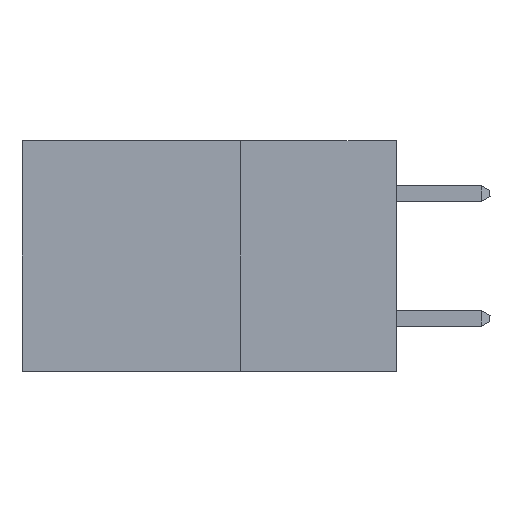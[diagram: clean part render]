
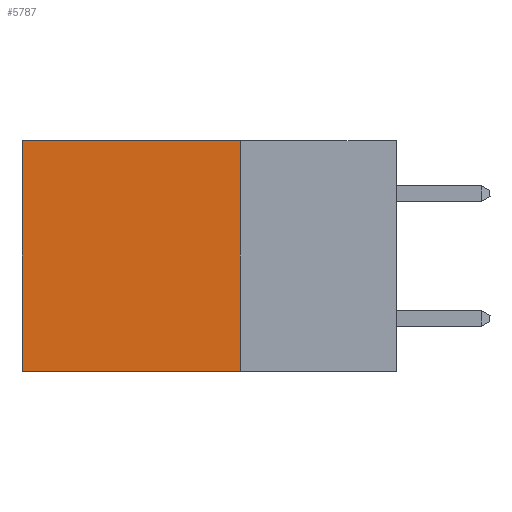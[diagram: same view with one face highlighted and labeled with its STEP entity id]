
A CAD part, left-side view. The second image highlights one B-rep face of the part: STEP entity #5787.
In plain terms, the highlighted planar face has unit normal (-1, 0, 0).
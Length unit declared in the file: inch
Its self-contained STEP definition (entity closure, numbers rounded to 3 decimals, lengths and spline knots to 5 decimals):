
#553 = DIRECTION ( 'NONE',  ( 0., 0., -1. ) ) ;
#804 = DIRECTION ( 'NONE',  ( 0., 0., -1. ) ) ;
#1838 = VECTOR ( 'NONE', #553, 39.37008 ) ;
#2261 = CARTESIAN_POINT ( 'NONE',  ( 0.298, 0.6, -0.37 ) ) ;
#2783 = CARTESIAN_POINT ( 'NONE',  ( 0.298, 0.6, 0. ) ) ;
#3032 = PLANE ( 'NONE',  #8653 ) ;
#3221 = LINE ( 'NONE', #7068, #5140 ) ;
#3485 = DIRECTION ( 'NONE',  ( 0., 1., 0. ) ) ;
#3701 = ORIENTED_EDGE ( 'NONE', *, *, #7153, .T. ) ;
#4065 = VECTOR ( 'NONE', #8559, 39.37008 ) ;
#4238 = ORIENTED_EDGE ( 'NONE', *, *, #14367, .F. ) ;
#4877 = CARTESIAN_POINT ( 'NONE',  ( 0.298, 0.25, 0. ) ) ;
#5004 = ORIENTED_EDGE ( 'NONE', *, *, #8248, .T. ) ;
#5140 = VECTOR ( 'NONE', #13860, 39.37008 ) ;
#5787 = ADVANCED_FACE ( 'NONE', ( #10265 ), #3032, .F. ) ;
#6347 = CARTESIAN_POINT ( 'NONE',  ( 0.298, 0.25, -0.37 ) ) ;
#6409 = CARTESIAN_POINT ( 'NONE',  ( 0.298, 0.25, 0. ) ) ;
#6562 = CARTESIAN_POINT ( 'NONE',  ( 0.298, 0.6, 0. ) ) ;
#6726 = LINE ( 'NONE', #8928, #13893 ) ;
#7068 = CARTESIAN_POINT ( 'NONE',  ( 0.298, 0.25, 0. ) ) ;
#7153 = EDGE_CURVE ( 'NONE', #13781, #8854, #8813, .T. ) ;
#7505 = DIRECTION ( 'NONE',  ( 1., 0., 0. ) ) ;
#8248 = EDGE_CURVE ( 'NONE', #12534, #13781, #6726, .T. ) ;
#8559 = DIRECTION ( 'NONE',  ( 0., 1., 0. ) ) ;
#8653 = AXIS2_PLACEMENT_3D ( 'NONE', #6409, #7505, #804 ) ;
#8813 = LINE ( 'NONE', #2783, #1838 ) ;
#8854 = VERTEX_POINT ( 'NONE', #2261 ) ;
#8863 = VERTEX_POINT ( 'NONE', #12772 ) ;
#8928 = CARTESIAN_POINT ( 'NONE',  ( 0.298, 0.25, 0. ) ) ;
#9212 = ORIENTED_EDGE ( 'NONE', *, *, #9647, .F. ) ;
#9647 = EDGE_CURVE ( 'NONE', #8863, #8854, #9978, .T. ) ;
#9978 = LINE ( 'NONE', #6347, #4065 ) ;
#10265 = FACE_OUTER_BOUND ( 'NONE', #12234, .T. ) ;
#12234 = EDGE_LOOP ( 'NONE', ( #3701, #9212, #4238, #5004 ) ) ;
#12534 = VERTEX_POINT ( 'NONE', #4877 ) ;
#12772 = CARTESIAN_POINT ( 'NONE',  ( 0.298, 0.25, -0.37 ) ) ;
#13781 = VERTEX_POINT ( 'NONE', #6562 ) ;
#13860 = DIRECTION ( 'NONE',  ( 0., 0., -1. ) ) ;
#13893 = VECTOR ( 'NONE', #3485, 39.37008 ) ;
#14367 = EDGE_CURVE ( 'NONE', #12534, #8863, #3221, .T. ) ;
